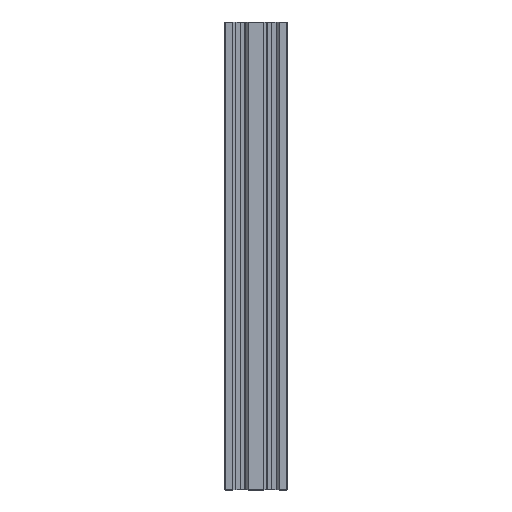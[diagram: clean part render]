
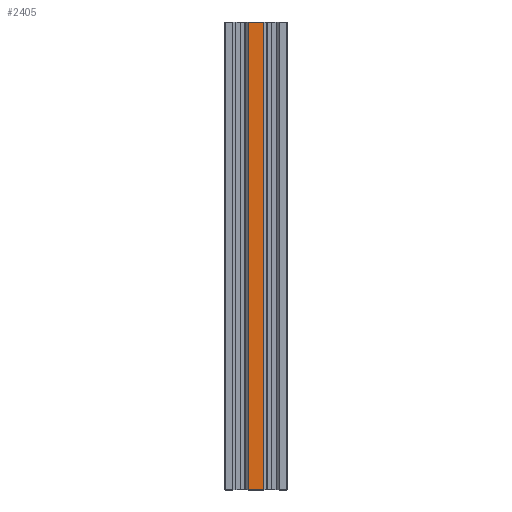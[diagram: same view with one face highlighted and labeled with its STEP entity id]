
A CAD part, top view. The second image highlights one B-rep face of the part: STEP entity #2405.
In plain terms, the highlighted planar face has unit normal (0, 0, 1).
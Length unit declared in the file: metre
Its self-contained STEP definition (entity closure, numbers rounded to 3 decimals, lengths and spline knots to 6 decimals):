
#512=ORIENTED_EDGE('',*,*,#954,.F.);
#513=ORIENTED_EDGE('',*,*,#1061,.F.);
#514=ORIENTED_EDGE('',*,*,#804,.T.);
#515=ORIENTED_EDGE('',*,*,#1063,.T.);
#804=EDGE_CURVE('',#1157,#1156,#1386,.T.);
#954=EDGE_CURVE('',#1306,#1307,#1513,.T.);
#1061=EDGE_CURVE('',#1157,#1306,#1613,.T.);
#1063=EDGE_CURVE('',#1156,#1307,#1615,.T.);
#1156=VERTEX_POINT('',#3352);
#1157=VERTEX_POINT('',#3354);
#1306=VERTEX_POINT('',#3653);
#1307=VERTEX_POINT('',#3655);
#1386=LINE('',#3353,#1702);
#1513=LINE('',#3654,#1829);
#1613=LINE('',#3865,#1929);
#1615=LINE('',#3868,#1931);
#1702=VECTOR('',#2696,1.);
#1829=VECTOR('',#2871,1.);
#1929=VECTOR('',#3091,1.);
#1931=VECTOR('',#3095,1.);
#2052=EDGE_LOOP('',(#512,#513,#514,#515));
#2180=FACE_BOUND('',#2052,.T.);
#2295=PLANE('',#2587);
#2405=ADVANCED_FACE('',(#2180),#2295,.F.);
#2587=AXIS2_PLACEMENT_3D('',#3867,#3093,#3094);
#2696=DIRECTION('',(1.,0.,0.));
#2871=DIRECTION('',(1.,0.,0.));
#3091=DIRECTION('',(0.,1.,0.));
#3093=DIRECTION('',(0.,0.,-1.));
#3094=DIRECTION('',(1.,0.,0.));
#3095=DIRECTION('',(0.,1.,0.));
#3352=CARTESIAN_POINT('',(0.0151,-0.15,0.01));
#3353=CARTESIAN_POINT('',(0.00745,-0.15,0.01));
#3354=CARTESIAN_POINT('',(0.0049,-0.15,0.01));
#3653=CARTESIAN_POINT('',(0.0049,0.15,0.01));
#3654=CARTESIAN_POINT('',(0.00745,0.15,0.01));
#3655=CARTESIAN_POINT('',(0.0151,0.15,0.01));
#3865=CARTESIAN_POINT('',(0.0049,-0.15,0.01));
#3867=CARTESIAN_POINT('',(0.00745,-0.15,0.01));
#3868=CARTESIAN_POINT('',(0.0151,-0.15,0.01));
